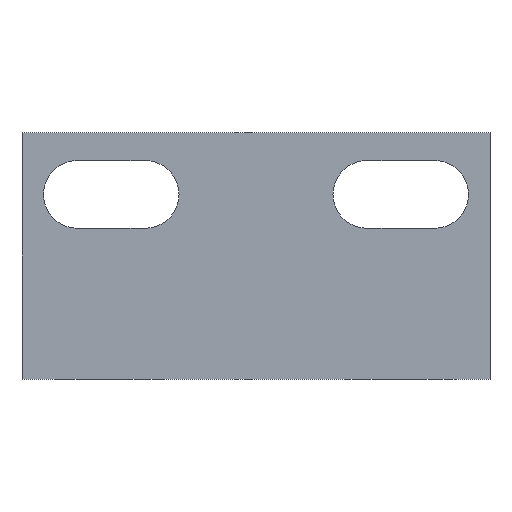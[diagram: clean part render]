
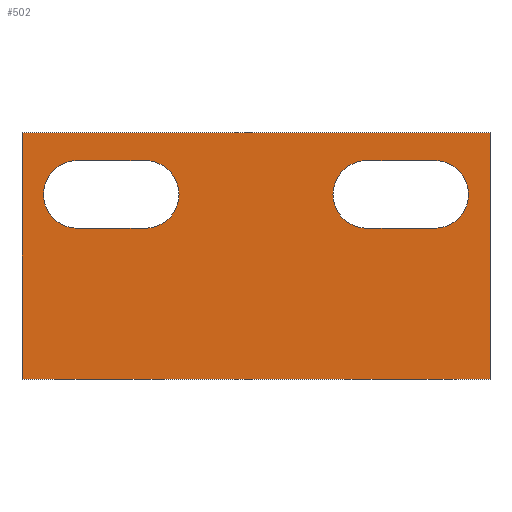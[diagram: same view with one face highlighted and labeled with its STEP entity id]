
A CAD part, front view. The second image highlights one B-rep face of the part: STEP entity #502.
In plain terms, the highlighted planar face has unit normal (0, -1, 0).
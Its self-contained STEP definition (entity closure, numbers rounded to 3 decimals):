
#15=FACE_BOUND($,#81,.T.);
#16=FACE_BOUND($,#82,.T.);
#17=FACE_BOUND($,#83,.T.);
#34=PLANE($,#545);
#81=EDGE_LOOP($,(#404,#405,#406,#407));
#82=EDGE_LOOP($,(#408,#409,#410,#411));
#83=EDGE_LOOP($,(#412,#413,#414,#415));
#94=LINE($,#694,#144);
#98=LINE($,#705,#148);
#100=LINE($,#710,#150);
#105=LINE($,#724,#155);
#112=LINE($,#743,#162);
#134=LINE($,#801,#184);
#135=LINE($,#804,#185);
#136=LINE($,#805,#186);
#144=VECTOR($,#562,5.5);
#148=VECTOR($,#574,5.5);
#150=VECTOR($,#578,5.5);
#155=VECTOR($,#591,5.5);
#162=VECTOR($,#608,38.);
#184=VECTOR($,#664,20.);
#185=VECTOR($,#667,38.);
#186=VECTOR($,#668,20.);
#192=CIRCLE($,#511,2.75);
#194=CIRCLE($,#515,2.75);
#196=CIRCLE($,#520,2.75);
#198=CIRCLE($,#524,2.75);
#208=VERTEX_POINT($,#684);
#209=VERTEX_POINT($,#685);
#212=VERTEX_POINT($,#693);
#214=VERTEX_POINT($,#699);
#216=VERTEX_POINT($,#708);
#217=VERTEX_POINT($,#709);
#220=VERTEX_POINT($,#717);
#222=VERTEX_POINT($,#723);
#228=VERTEX_POINT($,#741);
#229=VERTEX_POINT($,#742);
#247=VERTEX_POINT($,#796);
#249=VERTEX_POINT($,#803);
#252=EDGE_CURVE($,#208,#209,#192,.T.);
#256=EDGE_CURVE($,#209,#212,#94,.T.);
#259=EDGE_CURVE($,#212,#214,#194,.T.);
#262=EDGE_CURVE($,#214,#208,#98,.T.);
#264=EDGE_CURVE($,#216,#217,#100,.T.);
#268=EDGE_CURVE($,#220,#216,#196,.T.);
#271=EDGE_CURVE($,#222,#220,#105,.T.);
#274=EDGE_CURVE($,#217,#222,#198,.T.);
#280=EDGE_CURVE($,#228,#229,#112,.T.);
#310=EDGE_CURVE($,#247,#229,#134,.T.);
#311=EDGE_CURVE($,#247,#249,#135,.T.);
#312=EDGE_CURVE($,#249,#228,#136,.T.);
#404=ORIENTED_EDGE($,*,*,#252,.T.);
#405=ORIENTED_EDGE($,*,*,#256,.T.);
#406=ORIENTED_EDGE($,*,*,#259,.T.);
#407=ORIENTED_EDGE($,*,*,#262,.T.);
#408=ORIENTED_EDGE($,*,*,#264,.T.);
#409=ORIENTED_EDGE($,*,*,#274,.T.);
#410=ORIENTED_EDGE($,*,*,#271,.T.);
#411=ORIENTED_EDGE($,*,*,#268,.T.);
#412=ORIENTED_EDGE($,*,*,#311,.F.);
#413=ORIENTED_EDGE($,*,*,#310,.T.);
#414=ORIENTED_EDGE($,*,*,#280,.F.);
#415=ORIENTED_EDGE($,*,*,#312,.F.);
#502=ADVANCED_FACE($,(#15,#16,#17),#34,.T.);
#511=AXIS2_PLACEMENT_3D($,#686,#554,#555);
#515=AXIS2_PLACEMENT_3D($,#700,#567,#568);
#520=AXIS2_PLACEMENT_3D($,#718,#584,#585);
#524=AXIS2_PLACEMENT_3D($,#729,#596,#597);
#545=AXIS2_PLACEMENT_3D($,#802,#665,#666);
#554=DIRECTION('center_axis',(0.,1.,0.));
#555=DIRECTION('ref_axis',(0.,0.,-1.));
#562=DIRECTION($,(1.,0.,0.));
#567=DIRECTION('center_axis',(0.,1.,0.));
#568=DIRECTION('ref_axis',(0.,0.,1.));
#574=DIRECTION($,(-1.,0.,0.));
#578=DIRECTION($,(-1.,0.,0.));
#584=DIRECTION('center_axis',(0.,1.,0.));
#585=DIRECTION('ref_axis',(0.,0.,-1.));
#591=DIRECTION($,(1.,0.,0.));
#596=DIRECTION('center_axis',(0.,1.,0.));
#597=DIRECTION('ref_axis',(0.,0.,1.));
#608=DIRECTION($,(1.,0.,0.));
#664=DIRECTION($,(0.,0.,1.));
#665=DIRECTION('center_axis',(0.,-1.,0.));
#666=DIRECTION('ref_axis',(1.,0.,0.));
#667=DIRECTION($,(-1.,0.,0.));
#668=DIRECTION($,(0.,0.,1.));
#684=CARTESIAN_POINT('',(-14.5,-10.,12.25));
#685=CARTESIAN_POINT('',(-14.5,-10.,17.75));
#686=CARTESIAN_POINT('Origin',(-14.5,-10.,15.));
#693=CARTESIAN_POINT('',(-9.,-10.,17.75));
#694=CARTESIAN_POINT($,(-14.,-10.,17.75));
#699=CARTESIAN_POINT('',(-9.,-10.,12.25));
#700=CARTESIAN_POINT('Origin',(-9.,-10.,15.));
#705=CARTESIAN_POINT($,(-16.75,-10.,12.25));
#708=CARTESIAN_POINT('',(14.5,-10.,12.25));
#709=CARTESIAN_POINT('',(9.,-10.,12.25));
#710=CARTESIAN_POINT($,(-5.,-10.,12.25));
#717=CARTESIAN_POINT('',(14.5,-10.,17.75));
#718=CARTESIAN_POINT('Origin',(14.5,-10.,15.));
#723=CARTESIAN_POINT('',(9.,-10.,17.75));
#724=CARTESIAN_POINT($,(-2.25,-10.,17.75));
#729=CARTESIAN_POINT('Origin',(9.,-10.,15.));
#741=CARTESIAN_POINT('',(-19.,-10.,20.));
#742=CARTESIAN_POINT('',(19.,-10.,20.));
#743=CARTESIAN_POINT($,(-19.,-10.,20.));
#796=CARTESIAN_POINT('',(19.,-10.,0.));
#801=CARTESIAN_POINT($,(19.,-10.,0.));
#802=CARTESIAN_POINT('Origin',(-19.,-10.,0.));
#803=CARTESIAN_POINT('',(-19.,-10.,0.));
#804=CARTESIAN_POINT($,(19.,-10.,0.));
#805=CARTESIAN_POINT($,(-19.,-10.,0.));
